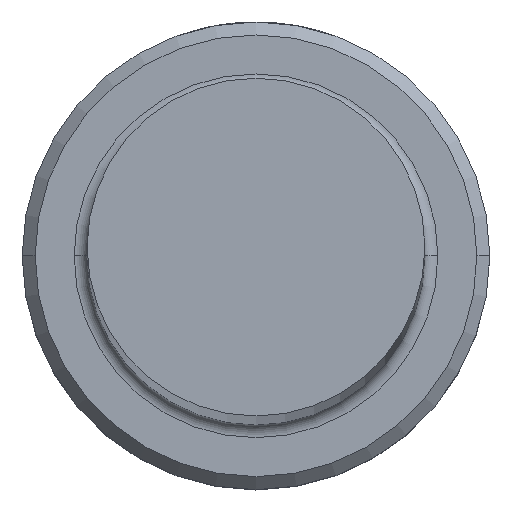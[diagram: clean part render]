
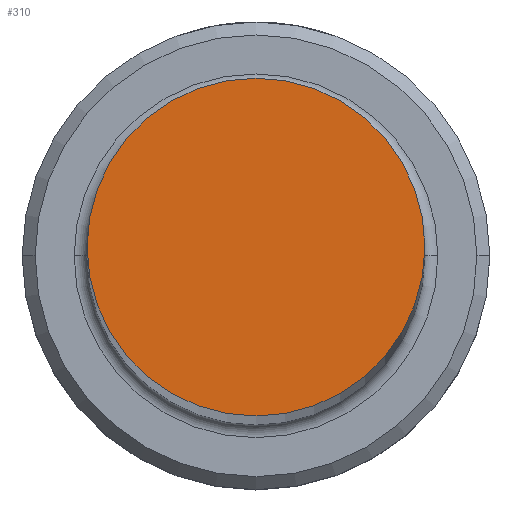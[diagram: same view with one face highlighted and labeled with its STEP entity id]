
A CAD part, top view. The second image highlights one B-rep face of the part: STEP entity #310.
In plain terms, the highlighted planar face has unit normal (0, 0, 1).
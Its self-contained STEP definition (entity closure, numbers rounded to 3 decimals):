
#56 = DIRECTION ( 'NONE',  ( 0., 0., 1. ) ) ;
#116 = DIRECTION ( 'NONE',  ( 0., 0., 1. ) ) ;
#237 = DIRECTION ( 'NONE',  ( 0., 0., 1. ) ) ;
#238 = CARTESIAN_POINT ( 'NONE',  ( 6.5, 0., 200. ) ) ;
#310 = ADVANCED_FACE ( 'NONE', ( #588 ), #380, .T. ) ;
#375 = VERTEX_POINT ( 'NONE', #238 ) ;
#380 = PLANE ( 'NONE',  #1138 ) ;
#469 = CIRCLE ( 'NONE', #1022, 6.5 ) ;
#471 = CIRCLE ( 'NONE', #1056, 6.5 ) ;
#541 = EDGE_CURVE ( 'NONE', #686, #375, #471, .T. ) ;
#566 = ORIENTED_EDGE ( 'NONE', *, *, #1179, .T. ) ;
#588 = FACE_OUTER_BOUND ( 'NONE', #1081, .T. ) ;
#619 = CARTESIAN_POINT ( 'NONE',  ( 0., 0., 200. ) ) ;
#668 = CARTESIAN_POINT ( 'NONE',  ( 0., 0., 200. ) ) ;
#686 = VERTEX_POINT ( 'NONE', #701 ) ;
#701 = CARTESIAN_POINT ( 'NONE',  ( -6.5, 0., 200. ) ) ;
#704 = DIRECTION ( 'NONE',  ( 1., 0., 0. ) ) ;
#794 = CARTESIAN_POINT ( 'NONE',  ( 0., 0., 200. ) ) ;
#892 = DIRECTION ( 'NONE',  ( 1., 0., 0. ) ) ;
#1022 = AXIS2_PLACEMENT_3D ( 'NONE', #794, #237, #892 ) ;
#1056 = AXIS2_PLACEMENT_3D ( 'NONE', #619, #56, #704 ) ;
#1081 = EDGE_LOOP ( 'NONE', ( #1189, #566 ) ) ;
#1128 = DIRECTION ( 'NONE',  ( 1., 0., 0. ) ) ;
#1138 = AXIS2_PLACEMENT_3D ( 'NONE', #668, #116, #1128 ) ;
#1179 = EDGE_CURVE ( 'NONE', #375, #686, #469, .T. ) ;
#1189 = ORIENTED_EDGE ( 'NONE', *, *, #541, .T. ) ;
